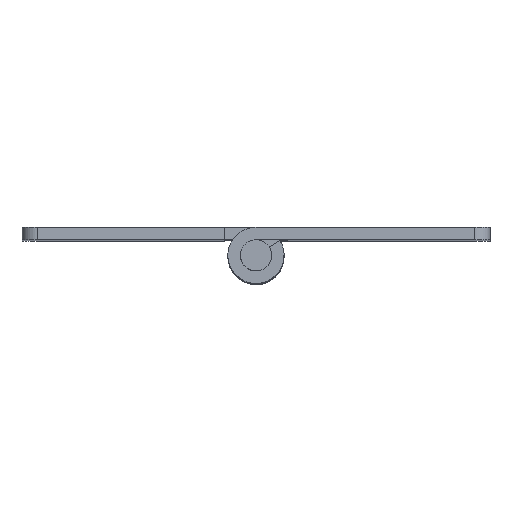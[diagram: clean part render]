
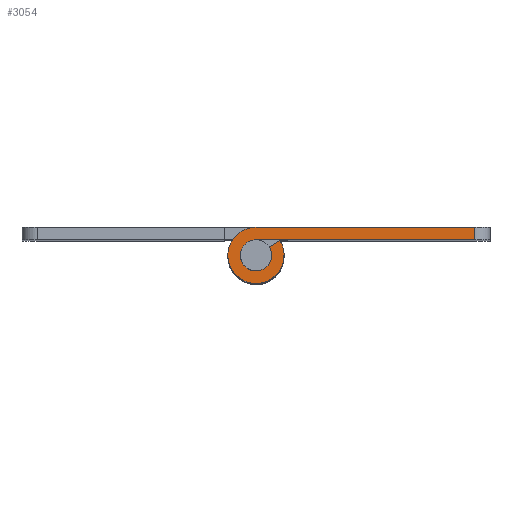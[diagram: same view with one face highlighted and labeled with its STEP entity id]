
A CAD part, top view. The second image highlights one B-rep face of the part: STEP entity #3054.
In plain terms, the highlighted free-form (B-spline) face has degree [1, 1] with [2, 2] control points.
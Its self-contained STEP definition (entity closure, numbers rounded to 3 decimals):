
#2879=CARTESIAN_POINT('',(14.0,1.0,51.0));
#2880=VERTEX_POINT('',#2879);
#2901=CARTESIAN_POINT('',(14.0,1.8,51.0));
#2902=VERTEX_POINT('',#2901);
#2916=CARTESIAN_POINT('',(14.0,1.8,51.0));
#2917=CARTESIAN_POINT('',(14.0,1.0,51.0));
#2918=QUASI_UNIFORM_CURVE('',1,(#2916,#2917),.UNSPECIFIED.,.F.,.U.);
#2919=EDGE_CURVE('',#2902,#2880,#2918,.T.);
#2985=CARTESIAN_POINT('',(-2.589,-1.979,51.0));
#2986=CARTESIAN_POINT('',(14.789,-1.979,51.0));
#2987=CARTESIAN_POINT('',(-2.589,1.98,51.0));
#2988=CARTESIAN_POINT('',(14.789,1.98,51.0));
#2989=B_SPLINE_SURFACE_WITH_KNOTS('',1,1,((#2985,#2987),(#2986,#2988)),.UNSPECIFIED.,.F.,.F.,.U.,(2,2),(2,2),(0.0,17.378),(0.0,3.959),.UNSPECIFIED.);
#2990=CARTESIAN_POINT('',(0.,1.0,51.0));
#2991=VERTEX_POINT('',#2990);
#2992=CARTESIAN_POINT('',(0.,1.0,51.0));
#2993=CARTESIAN_POINT('',(14.0,1.0,51.0));
#2994=QUASI_UNIFORM_CURVE('',1,(#2992,#2993),.UNSPECIFIED.,.F.,.U.);
#2995=EDGE_CURVE('',#2991,#2880,#2994,.T.);
#2996=ORIENTED_EDGE('',*,*,#2995,.T.);
#2997=ORIENTED_EDGE('',*,*,#2919,.F.);
#2998=CARTESIAN_POINT('',(0.002,1.8,51.0));
#2999=VERTEX_POINT('',#2998);
#3000=CARTESIAN_POINT('',(14.0,1.8,51.0));
#3001=CARTESIAN_POINT('',(0.002,1.8,51.0));
#3002=QUASI_UNIFORM_CURVE('',1,(#3000,#3001),.UNSPECIFIED.,.F.,.U.);
#3003=EDGE_CURVE('',#2902,#2999,#3002,.T.);
#3004=ORIENTED_EDGE('',*,*,#3003,.T.);
#3005=CARTESIAN_POINT('',(1.529,0.95,51.0));
#3006=VERTEX_POINT('',#3005);
#3007=CARTESIAN_POINT('',(1.529,0.95,51.0));
#3008=CARTESIAN_POINT('',(2.264,-0.233,51.));
#3009=CARTESIAN_POINT('',(1.303,-1.242,51.0));
#3010=CARTESIAN_POINT('',(0.342,-2.25,51.));
#3011=CARTESIAN_POINT('',(-0.875,-1.573,51.0));
#3012=CARTESIAN_POINT('',(-2.093,-0.895,51.));
#3013=CARTESIAN_POINT('',(-1.742,0.453,51.0));
#3014=CARTESIAN_POINT('',(-1.391,1.801,51.));
#3015=CARTESIAN_POINT('',(0.002,1.8,51.0));
#3023=(BOUNDED_CURVE()B_SPLINE_CURVE(2,(#3007,#3008,#3009,#3010,#3011,#3012,#3013,#3014,#3015),.UNSPECIFIED.,.F.,.U.)B_SPLINE_CURVE_WITH_KNOTS((3,2,2,2,3),(0.0,0.25,0.5,0.75,1.0),.UNSPECIFIED.)CURVE()GEOMETRIC_REPRESENTATION_ITEM()RATIONAL_B_SPLINE_CURVE((1.0,0.791,1.0,0.791,1.0,0.791,1.0,0.791,1.0))REPRESENTATION_ITEM(''));
#3024=EDGE_CURVE('',#3006,#2999,#3023,.T.);
#3025=ORIENTED_EDGE('',*,*,#3024,.F.);
#3026=CARTESIAN_POINT('',(0.849,0.528,51.0));
#3027=VERTEX_POINT('',#3026);
#3028=CARTESIAN_POINT('',(1.529,0.95,51.0));
#3029=CARTESIAN_POINT('',(0.849,0.528,51.0));
#3030=QUASI_UNIFORM_CURVE('',1,(#3028,#3029),.UNSPECIFIED.,.F.,.U.);
#3031=EDGE_CURVE('',#3006,#3027,#3030,.T.);
#3032=ORIENTED_EDGE('',*,*,#3031,.T.);
#3033=CARTESIAN_POINT('',(0.849,0.528,51.0));
#3034=CARTESIAN_POINT('',(1.258,-0.129,51.0));
#3035=CARTESIAN_POINT('',(0.724,-0.69,51.0));
#3036=CARTESIAN_POINT('',(0.19,-1.25,51.0));
#3037=CARTESIAN_POINT('',(-0.486,-0.874,51.0));
#3038=CARTESIAN_POINT('',(-1.162,-0.498,51.0));
#3039=CARTESIAN_POINT('',(-0.968,0.251,51.0));
#3040=CARTESIAN_POINT('',(-0.774,1.0,51.0));
#3041=CARTESIAN_POINT('',(0.0,1.0,51.0));
#3049=(BOUNDED_CURVE()B_SPLINE_CURVE(2,(#3033,#3034,#3035,#3036,#3037,#3038,#3039,#3040,#3041),.UNSPECIFIED.,.F.,.U.)B_SPLINE_CURVE_WITH_KNOTS((3,2,2,2,3),(0.0,0.25,0.5,0.75,1.0),.UNSPECIFIED.)CURVE()GEOMETRIC_REPRESENTATION_ITEM()RATIONAL_B_SPLINE_CURVE((1.0,0.791,1.0,0.791,1.0,0.791,1.0,0.791,1.0))REPRESENTATION_ITEM(''));
#3050=EDGE_CURVE('',#3027,#2991,#3049,.T.);
#3051=ORIENTED_EDGE('',*,*,#3050,.T.);
#3052=EDGE_LOOP('',(#2996,#2997,#3004,#3025,#3032,#3051));
#3053=FACE_OUTER_BOUND('',#3052,.T.);
#3054=ADVANCED_FACE('',(#3053),#2989,.T.);
